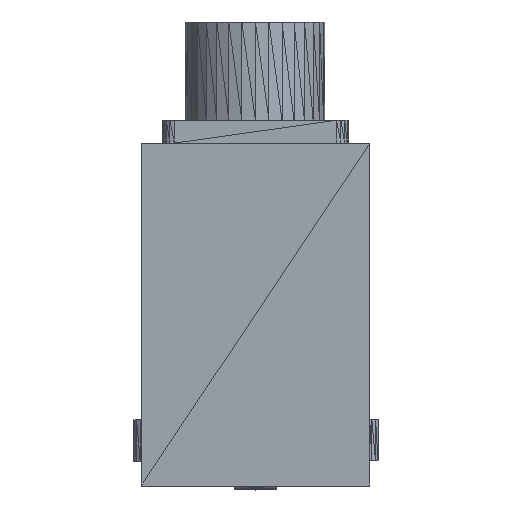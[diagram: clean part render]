
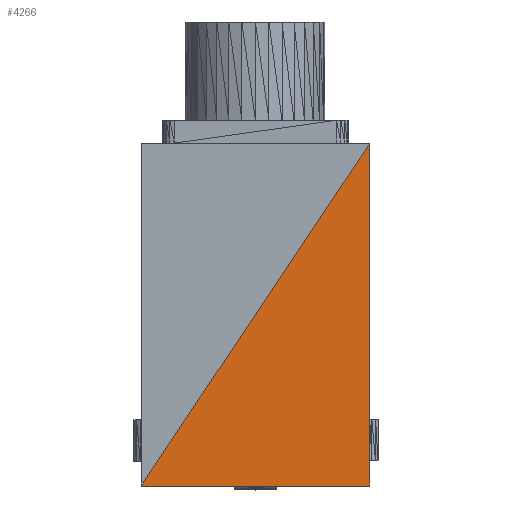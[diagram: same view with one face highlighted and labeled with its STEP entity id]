
A CAD part, top view. The second image highlights one B-rep face of the part: STEP entity #4266.
In plain terms, the highlighted planar face has unit normal (0, 0, 1).
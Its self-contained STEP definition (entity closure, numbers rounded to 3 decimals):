
#4182 = VERTEX_POINT('',#4183);
#4183 = CARTESIAN_POINT('',(5.,0.,10.));
#4192 = PLANE('',#4193);
#4193 = AXIS2_PLACEMENT_3D('',#4194,#4195,#4196);
#4194 = CARTESIAN_POINT('',(-1.743,-5.757,10.));
#4195 = DIRECTION('',(0.,0.,1.));
#4196 = DIRECTION('',(1.,0.,-0.));
#4216 = VERTEX_POINT('',#4217);
#4217 = CARTESIAN_POINT('',(-5.,-15.,10.));
#4242 = EDGE_CURVE('',#4216,#4182,#4243,.T.);
#4243 = SURFACE_CURVE('',#4244,(#4248,#4255),.PCURVE_S1.);
#4244 = LINE('',#4245,#4246);
#4245 = CARTESIAN_POINT('',(-5.,-15.,10.));
#4246 = VECTOR('',#4247,1.);
#4247 = DIRECTION('',(0.555,0.832,0.));
#4248 = PCURVE('',#4192,#4249);
#4249 = DEFINITIONAL_REPRESENTATION('',(#4250),#4254);
#4250 = LINE('',#4251,#4252);
#4251 = CARTESIAN_POINT('',(-3.257,-9.243));
#4252 = VECTOR('',#4253,1.);
#4253 = DIRECTION('',(0.555,0.832));
#4254 = ( GEOMETRIC_REPRESENTATION_CONTEXT(2) 
PARAMETRIC_REPRESENTATION_CONTEXT() REPRESENTATION_CONTEXT('2D SPACE',''
  ) );
#4255 = PCURVE('',#4256,#4261);
#4256 = PLANE('',#4257);
#4257 = AXIS2_PLACEMENT_3D('',#4258,#4259,#4260);
#4258 = CARTESIAN_POINT('',(1.743,-9.243,10.));
#4259 = DIRECTION('',(0.,0.,1.));
#4260 = DIRECTION('',(1.,0.,-0.));
#4261 = DEFINITIONAL_REPRESENTATION('',(#4262),#4265);
#4262 = B_SPLINE_CURVE_WITH_KNOTS('',1,(#4263,#4264),.UNSPECIFIED.,.F.,
  .F.,(2,2),(0.,18.028),.PIECEWISE_BEZIER_KNOTS.);
#4263 = CARTESIAN_POINT('',(-6.743,-5.757));
#4264 = CARTESIAN_POINT('',(3.257,9.243));
#4265 = ( GEOMETRIC_REPRESENTATION_CONTEXT(2) 
PARAMETRIC_REPRESENTATION_CONTEXT() REPRESENTATION_CONTEXT('2D SPACE',''
  ) );
#4266 = ADVANCED_FACE('',(#4267),#4256,.T.);
#4267 = FACE_BOUND('',#4268,.T.);
#4268 = EDGE_LOOP('',(#4269,#4270,#4297));
#4269 = ORIENTED_EDGE('',*,*,#4242,.F.);
#4270 = ORIENTED_EDGE('',*,*,#4271,.F.);
#4271 = EDGE_CURVE('',#4272,#4216,#4274,.T.);
#4272 = VERTEX_POINT('',#4273);
#4273 = CARTESIAN_POINT('',(5.,-15.,10.));
#4274 = SURFACE_CURVE('',#4275,(#4279,#4285),.PCURVE_S1.);
#4275 = LINE('',#4276,#4277);
#4276 = CARTESIAN_POINT('',(5.,-15.,10.));
#4277 = VECTOR('',#4278,1.);
#4278 = DIRECTION('',(-1.,0.,0.));
#4279 = PCURVE('',#4256,#4280);
#4280 = DEFINITIONAL_REPRESENTATION('',(#4281),#4284);
#4281 = B_SPLINE_CURVE_WITH_KNOTS('',1,(#4282,#4283),.UNSPECIFIED.,.F.,
  .F.,(2,2),(0.,10.),.PIECEWISE_BEZIER_KNOTS.);
#4282 = CARTESIAN_POINT('',(3.257,-5.757));
#4283 = CARTESIAN_POINT('',(-6.743,-5.757));
#4284 = ( GEOMETRIC_REPRESENTATION_CONTEXT(2) 
PARAMETRIC_REPRESENTATION_CONTEXT() REPRESENTATION_CONTEXT('2D SPACE',''
  ) );
#4285 = PCURVE('',#4286,#4291);
#4286 = PLANE('',#4287);
#4287 = AXIS2_PLACEMENT_3D('',#4288,#4289,#4290);
#4288 = CARTESIAN_POINT('',(0.136,-15.,
    8.499));
#4289 = DIRECTION('',(-0.,-1.,-0.));
#4290 = DIRECTION('',(0.,0.,-1.));
#4291 = DEFINITIONAL_REPRESENTATION('',(#4292),#4296);
#4292 = LINE('',#4293,#4294);
#4293 = CARTESIAN_POINT('',(-1.501,4.864));
#4294 = VECTOR('',#4295,1.);
#4295 = DIRECTION('',(0.,-1.));
#4296 = ( GEOMETRIC_REPRESENTATION_CONTEXT(2) 
PARAMETRIC_REPRESENTATION_CONTEXT() REPRESENTATION_CONTEXT('2D SPACE',''
  ) );
#4297 = ORIENTED_EDGE('',*,*,#4298,.T.);
#4298 = EDGE_CURVE('',#4272,#4182,#4299,.T.);
#4299 = SURFACE_CURVE('',#4300,(#4304,#4311),.PCURVE_S1.);
#4300 = LINE('',#4301,#4302);
#4301 = CARTESIAN_POINT('',(5.,-15.,10.));
#4302 = VECTOR('',#4303,1.);
#4303 = DIRECTION('',(0.,1.,0.));
#4304 = PCURVE('',#4256,#4305);
#4305 = DEFINITIONAL_REPRESENTATION('',(#4306),#4310);
#4306 = LINE('',#4307,#4308);
#4307 = CARTESIAN_POINT('',(3.257,-5.757));
#4308 = VECTOR('',#4309,1.);
#4309 = DIRECTION('',(0.,1.));
#4310 = ( GEOMETRIC_REPRESENTATION_CONTEXT(2) 
PARAMETRIC_REPRESENTATION_CONTEXT() REPRESENTATION_CONTEXT('2D SPACE',''
  ) );
#4311 = PCURVE('',#4312,#4317);
#4312 = PLANE('',#4313);
#4313 = AXIS2_PLACEMENT_3D('',#4314,#4315,#4316);
#4314 = CARTESIAN_POINT('',(5.,-7.533,
    9.743));
#4315 = DIRECTION('',(1.,0.,0.));
#4316 = DIRECTION('',(-0.,0.,1.));
#4317 = DEFINITIONAL_REPRESENTATION('',(#4318),#4321);
#4318 = B_SPLINE_CURVE_WITH_KNOTS('',1,(#4319,#4320),.UNSPECIFIED.,.F.,
  .F.,(2,2),(0.,15.),.PIECEWISE_BEZIER_KNOTS.);
#4319 = CARTESIAN_POINT('',(0.257,7.467));
#4320 = CARTESIAN_POINT('',(0.257,-7.533));
#4321 = ( GEOMETRIC_REPRESENTATION_CONTEXT(2) 
PARAMETRIC_REPRESENTATION_CONTEXT() REPRESENTATION_CONTEXT('2D SPACE',''
  ) );
